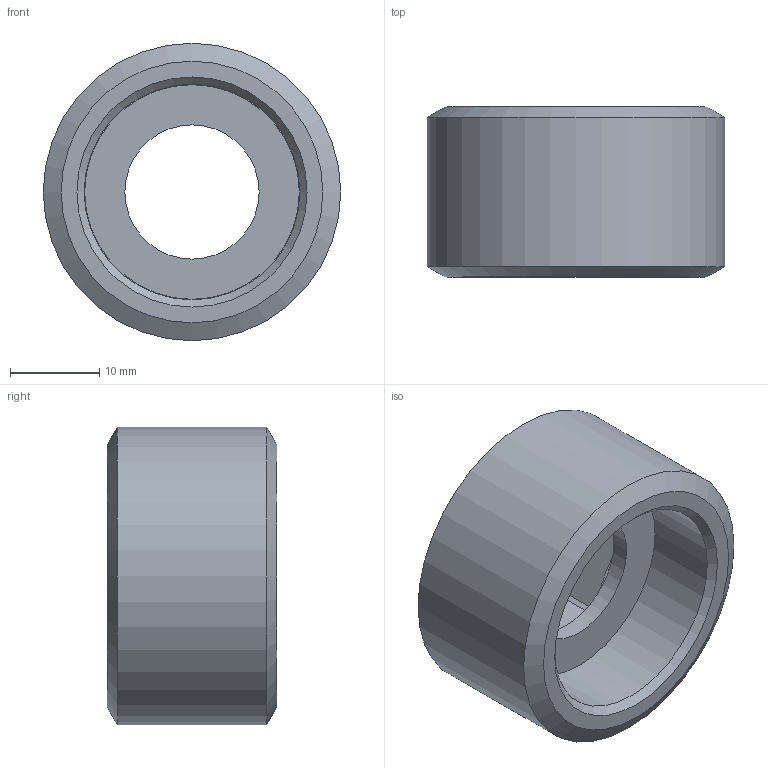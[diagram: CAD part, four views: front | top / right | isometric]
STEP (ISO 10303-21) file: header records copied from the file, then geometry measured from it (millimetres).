
FILE_DESCRIPTION(/* description */ ('Unknown','CAx-IF Rec.Pracs.---Representation and Presentation of Product Manufacturing Information (PMI)---4.0---2014-10-13','CAx-IF Rec.Pracs.---3D Tessellated Geometry---0.4---2014-09-14','2;1'),/* implementation_level */ '2;1');
FILE_NAME(/* name */ '98000728-56',/* time_stamp */ '2023-12-15T09:28:04+01:00',/* author */ ('Unknown'),/* organization */ ('Unknown'),/* preprocessor_version */ 'ST-DEVELOPER v18.102',/* originating_system */ 'Solid Edge',/* authorisation */ 'Unknown');
FILE_SCHEMA (('AP242_MANAGED_MODEL_BASED_3D_ENGINEERING_MIM_LF { 1 0 10303 442 1 1 4 }'));
Length unit declared in the file: millimetre
Products named in the file (3): 98000728-56_IG3_4 x AG1.mit Dichtung; 97000077-3_4; 98000728-56_IG3_4 x AG1
Assembly tree (2 placements, depth 2):
  98000728-56_IG3_4 x AG1.mit Dichtung
    97000077-3_4
    98000728-56_IG3_4 x AG1
Bounding box: 33.25 x 19 x 33.25 mm (x, y, z)
Volume: 9629.1 mm3; surface area: 5020 mm2
Topology: 2 solids, 2 shells, 26 faces, 61 edges, 40 vertices
Faces by surface type: plane 11, cylinder 10, cone 5
Full cylindrical faces by diameter (mm): 15 x1, 24 x1, 24.117 x1, 33.249 x1
Entity records: 949 total; most frequent: CARTESIAN_POINT 173, DIRECTION 124, ORIENTED_EDGE 98, AXIS2_PLACEMENT_3D 56, EDGE_CURVE 49, EDGE_LOOP 40, FACE_BOUND 40, VERTEX_POINT 37
